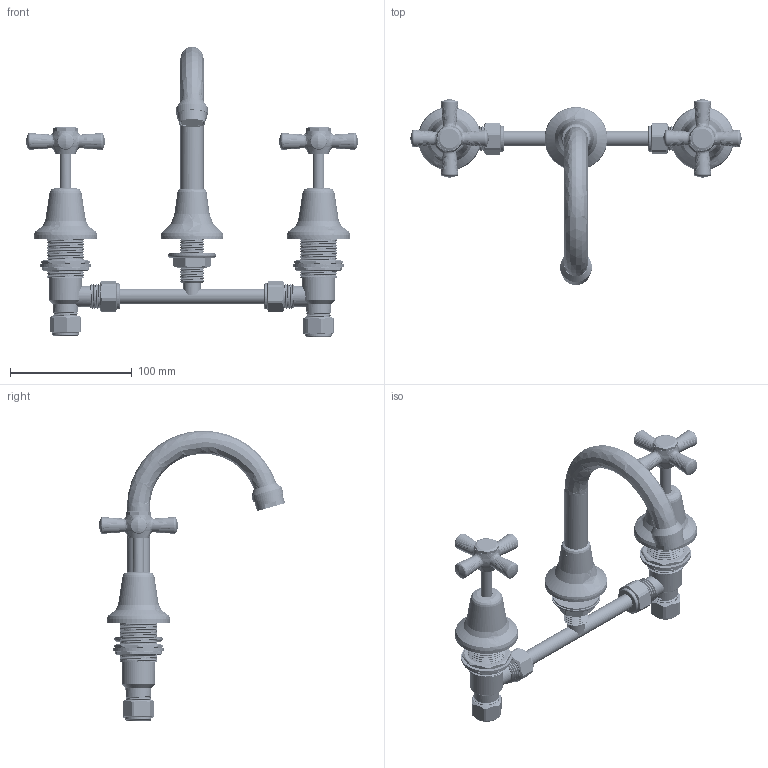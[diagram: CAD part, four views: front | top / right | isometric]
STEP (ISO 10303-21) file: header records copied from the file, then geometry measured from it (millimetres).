
FILE_DESCRIPTION(/* description */ (''),/* implementation_level */ '2;1');
FILE_NAME(/* name */ 'STEP - 27127, 27210',/* time_stamp */ '2025-05-20T16:50:20+10:00',/* author */ (''),/* organization */ (''),/* preprocessor_version */ 'ST-DEVELOPER v16.5',/* originating_system */ 'Rhino 7.37',/* authorisation */ '');
FILE_SCHEMA (('AUTOMOTIVE_DESIGN'));
Length unit declared in the file: millimetre
Products named in the file (23): Document; 27210; 7568-1; 8701-1; 2513; 2113; 1703; fh002; 2114-1; ORING15.2-2.6; 1700; 7548-1; 2114; 8626-1; 2512-3; 7548; washer 22.7-14-3; 7553; 7550; 00551903; 8633-2; da7L aerator; M4
Assembly tree (42 placements, depth 3):
  Document
    27210
      7568-1
      8701-1  x2
      2513
      2113  x2
      1703  x5
      fh002  x2
      2114-1  x4
      ORING15.2-2.6  x2
      1700  x4
      7548-1
      2114  x4
      8626-1
      2512-3
      7548
      washer 22.7-14-3
      7553  x2
      7550  x2
      00551903
      8633-2  x2
      da7L aerator
      M4
Bounding box: 273 x 153.11 x 238.73 mm (x, y, z)
Volume: 222839.3 mm3; surface area: 192211.3 mm2
Topology: 42 solids, 42 shells, 1709 faces, 4309 edges, 2756 vertices
Faces by surface type: cylinder 823, bspline 584, plane 302
Entity records: 83662 total; most frequent: CARTESIAN_POINT 68614, ORIENTED_EDGE 4606, EDGE_CURVE 2303, VERTEX_POINT 1475, B_SPLINE_CURVE_WITH_KNOTS 1009, EDGE_LOOP 1006, ADVANCED_FACE 921, FACE_OUTER_BOUND 921
